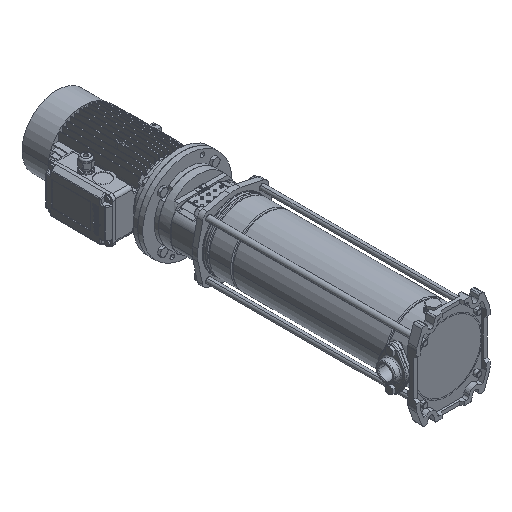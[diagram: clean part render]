
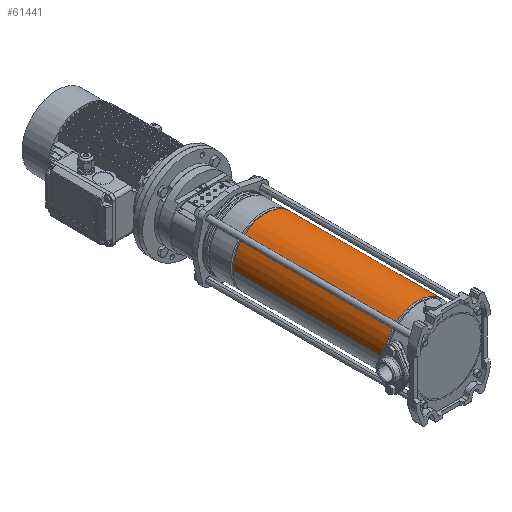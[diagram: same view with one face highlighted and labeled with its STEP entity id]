
A CAD part, isometric view. The second image highlights one B-rep face of the part: STEP entity #61441.
In plain terms, the highlighted cylindrical face has radius 74.4 mm (diameter 148.8 mm), a partial arc.
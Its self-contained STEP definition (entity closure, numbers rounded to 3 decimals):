
#3787 = CIRCLE ( 'NONE', #68960, 74.4 ) ;
#6597 = ORIENTED_EDGE ( 'NONE', *, *, #48165, .T. ) ;
#6625 = EDGE_LOOP ( 'NONE', ( #64011, #6597, #28262, #8392 ) ) ;
#7652 = VECTOR ( 'NONE', #66636, 1000. ) ;
#8392 = ORIENTED_EDGE ( 'NONE', *, *, #58081, .F. ) ;
#15728 = AXIS2_PLACEMENT_3D ( 'NONE', #50507, #16495, #23242 ) ;
#15878 = CARTESIAN_POINT ( 'NONE',  ( 74.4, 0., 0. ) ) ;
#16228 = DIRECTION ( 'NONE',  ( -1., 0., 0. ) ) ;
#16240 = LINE ( 'NONE', #15878, #47369 ) ;
#16495 = DIRECTION ( 'NONE',  ( 0., 0., -1. ) ) ;
#20933 = VERTEX_POINT ( 'NONE', #23418 ) ;
#22227 = LINE ( 'NONE', #33376, #7652 ) ;
#23242 = DIRECTION ( 'NONE',  ( -1., 0., 0. ) ) ;
#23418 = CARTESIAN_POINT ( 'NONE',  ( 74.4, 0., 407.664 ) ) ;
#24602 = VERTEX_POINT ( 'NONE', #27624 ) ;
#27530 = CARTESIAN_POINT ( 'NONE',  ( 0., 0., 67.336 ) ) ;
#27624 = CARTESIAN_POINT ( 'NONE',  ( 74.4, 0., 67.336 ) ) ;
#28262 = ORIENTED_EDGE ( 'NONE', *, *, #39130, .T. ) ;
#30789 = VERTEX_POINT ( 'NONE', #31864 ) ;
#31864 = CARTESIAN_POINT ( 'NONE',  ( -74.4, 0., 67.336 ) ) ;
#33376 = CARTESIAN_POINT ( 'NONE',  ( -74.4, 0., 0. ) ) ;
#38116 = DIRECTION ( 'NONE',  ( 0., 0., -1. ) ) ;
#38370 = FACE_OUTER_BOUND ( 'NONE', #6625, .T. ) ;
#39130 = EDGE_CURVE ( 'NONE', #56286, #30789, #22227, .T. ) ;
#47369 = VECTOR ( 'NONE', #38116, 1000. ) ;
#48165 = EDGE_CURVE ( 'NONE', #20933, #56286, #3787, .T. ) ;
#49053 = DIRECTION ( 'NONE',  ( -1., 0., 0. ) ) ;
#49385 = EDGE_CURVE ( 'NONE', #20933, #24602, #16240, .T. ) ;
#50507 = CARTESIAN_POINT ( 'NONE',  ( 0., 0., 0. ) ) ;
#56286 = VERTEX_POINT ( 'NONE', #63460 ) ;
#58081 = EDGE_CURVE ( 'NONE', #24602, #30789, #59957, .T. ) ;
#59845 = CYLINDRICAL_SURFACE ( 'NONE', #15728, 74.4 ) ;
#59957 = CIRCLE ( 'NONE', #70252, 74.4 ) ;
#60858 = DIRECTION ( 'NONE',  ( 0., 0., -1. ) ) ;
#61441 = ADVANCED_FACE ( 'NONE', ( #38370 ), #59845, .T. ) ;
#63460 = CARTESIAN_POINT ( 'NONE',  ( -74.4, 0., 407.664 ) ) ;
#64011 = ORIENTED_EDGE ( 'NONE', *, *, #49385, .F. ) ;
#64594 = CARTESIAN_POINT ( 'NONE',  ( 0., 0., 407.664 ) ) ;
#65292 = DIRECTION ( 'NONE',  ( 0., 0., -1. ) ) ;
#66636 = DIRECTION ( 'NONE',  ( 0., 0., -1. ) ) ;
#68960 = AXIS2_PLACEMENT_3D ( 'NONE', #64594, #65292, #16228 ) ;
#70252 = AXIS2_PLACEMENT_3D ( 'NONE', #27530, #60858, #49053 ) ;
